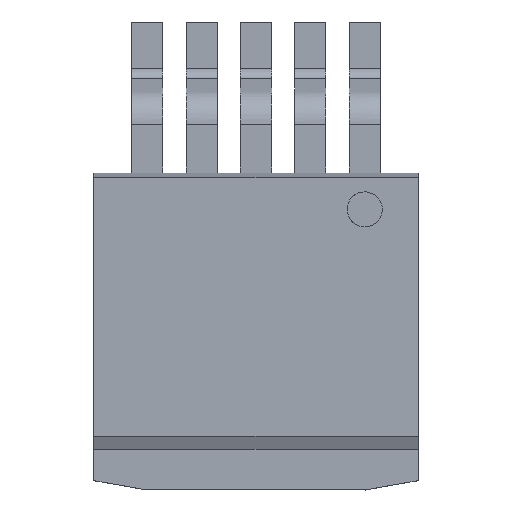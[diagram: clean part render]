
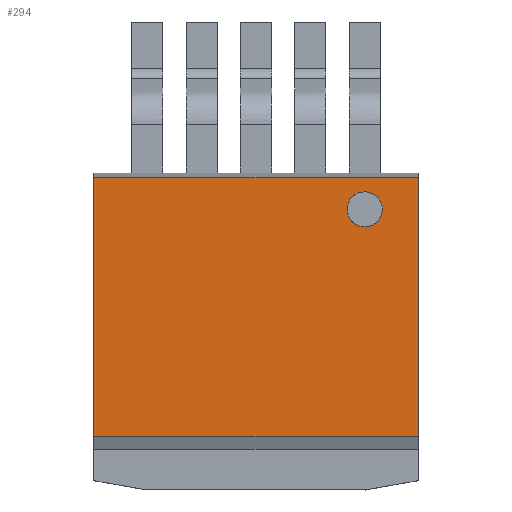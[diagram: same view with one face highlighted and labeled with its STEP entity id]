
A CAD part, top view. The second image highlights one B-rep face of the part: STEP entity #294.
In plain terms, the highlighted planar face has unit normal (0, 0, 1).
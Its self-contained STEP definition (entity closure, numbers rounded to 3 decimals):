
#161 = ORIENTED_EDGE ( 'NONE', *, *, #162, .T. ) ;
#162 = EDGE_CURVE ( 'NONE', #304, #2417, #852, .T. ) ;
#163 = ORIENTED_EDGE ( 'NONE', *, *, #2416, .F. ) ;
#294 = ADVANCED_FACE ( 'NONE', ( #1079, #1078 ), #925, .F. ) ;
#295 = EDGE_LOOP ( 'NONE', ( #296, #297 ) ) ;
#296 = ORIENTED_EDGE ( 'NONE', *, *, #2609, .F. ) ;
#297 = ORIENTED_EDGE ( 'NONE', *, *, #3068, .F. ) ;
#298 = EDGE_LOOP ( 'NONE', ( #299, #302, #161, #163 ) ) ;
#299 = ORIENTED_EDGE ( 'NONE', *, *, #300, .T. ) ;
#300 = EDGE_CURVE ( 'NONE', #2414, #301, #924, .T. ) ;
#301 = VERTEX_POINT ( 'NONE', #915 ) ;
#302 = ORIENTED_EDGE ( 'NONE', *, *, #303, .T. ) ;
#303 = EDGE_CURVE ( 'NONE', #301, #304, #916, .T. ) ;
#304 = VERTEX_POINT ( 'NONE', #993 ) ;
#851 = CARTESIAN_POINT ( 'NONE',  ( 5.08, 0., 4.57 ) ) ;
#852 = LINE ( 'NONE', #851, #909 ) ;
#908 = DIRECTION ( 'NONE',  ( 0., 1., 0. ) ) ;
#909 = VECTOR ( 'NONE', #908, 1000. ) ;
#915 = CARTESIAN_POINT ( 'NONE',  ( -5.08, -9.595, 4.57 ) ) ;
#916 = LINE ( 'NONE', #996, #995 ) ;
#917 = DIRECTION ( 'NONE',  ( 0., -1., 0. ) ) ;
#918 = VECTOR ( 'NONE', #917, 1000. ) ;
#919 = CARTESIAN_POINT ( 'NONE',  ( -5.08, 0., 4.57 ) ) ;
#920 = DIRECTION ( 'NONE',  ( -1., 0., 0. ) ) ;
#921 = DIRECTION ( 'NONE',  ( 0., 0., -1. ) ) ;
#922 = CARTESIAN_POINT ( 'NONE',  ( 0., 0., 4.57 ) ) ;
#923 = AXIS2_PLACEMENT_3D ( 'NONE', #922, #921, #920 ) ;
#924 = LINE ( 'NONE', #919, #918 ) ;
#925 = PLANE ( 'NONE',  #923 ) ;
#993 = CARTESIAN_POINT ( 'NONE',  ( 5.08, -9.595, 4.57 ) ) ;
#994 = DIRECTION ( 'NONE',  ( 1., 0., 0. ) ) ;
#995 = VECTOR ( 'NONE', #994, 1000. ) ;
#996 = CARTESIAN_POINT ( 'NONE',  ( 0., -9.595, 4.57 ) ) ;
#1078 = FACE_OUTER_BOUND ( 'NONE', #298, .T. ) ;
#1079 = FACE_BOUND ( 'NONE', #295, .T. ) ;
#1295 = CARTESIAN_POINT ( 'NONE',  ( 5.08, -1.516, 4.57 ) ) ;
#1296 = DIRECTION ( 'NONE',  ( 1., 0., 0. ) ) ;
#1297 = VECTOR ( 'NONE', #1296, 1000. ) ;
#1298 = CARTESIAN_POINT ( 'NONE',  ( 0., -1.516, 4.57 ) ) ;
#1353 = LINE ( 'NONE', #1298, #1297 ) ;
#1354 = CARTESIAN_POINT ( 'NONE',  ( -5.08, -1.516, 4.57 ) ) ;
#1701 = CARTESIAN_POINT ( 'NONE',  ( 2.85, -2.5, 4.57 ) ) ;
#1702 = CARTESIAN_POINT ( 'NONE',  ( 2.85, -2.356, 4.57 ) ) ;
#1703 = CARTESIAN_POINT ( 'NONE',  ( 2.909, -2.213, 4.57 ) ) ;
#1704 = CARTESIAN_POINT ( 'NONE',  ( 3.113, -2.009, 4.57 ) ) ;
#1705 = CARTESIAN_POINT ( 'NONE',  ( 3.256, -1.95, 4.57 ) ) ;
#1706 = CARTESIAN_POINT ( 'NONE',  ( 3.544, -1.95, 4.57 ) ) ;
#1707 = CARTESIAN_POINT ( 'NONE',  ( 3.687, -2.009, 4.57 ) ) ;
#1708 = CARTESIAN_POINT ( 'NONE',  ( 3.891, -2.213, 4.57 ) ) ;
#1709 = CARTESIAN_POINT ( 'NONE',  ( 3.95, -2.356, 4.57 ) ) ;
#1710 = CARTESIAN_POINT ( 'NONE',  ( 3.95, -2.5, 4.57 ) ) ;
#1715 = B_SPLINE_CURVE_WITH_KNOTS ( 'NONE', 3,
 ( #1710, #1709, #1708, #1707, #1706, #1705, #1704, #1703, #1702, #1701 ),
 .UNSPECIFIED., .F., .F.,
 ( 4, 2, 2, 2, 4 ),
 ( 0., 0.25, 0.5, 0.75, 1. ),
 .UNSPECIFIED. ) ;
#2107 = CARTESIAN_POINT ( 'NONE',  ( 2.85, -2.5, 4.57 ) ) ;
#2154 = CARTESIAN_POINT ( 'NONE',  ( 3.95, -2.5, 4.57 ) ) ;
#2414 = VERTEX_POINT ( 'NONE', #1354 ) ;
#2416 = EDGE_CURVE ( 'NONE', #2414, #2417, #1353, .T. ) ;
#2417 = VERTEX_POINT ( 'NONE', #1295 ) ;
#2609 = EDGE_CURVE ( 'NONE', #3050, #3055, #1715, .T. ) ;
#2738 = CARTESIAN_POINT ( 'NONE',  ( 3.95, -2.5, 4.57 ) ) ;
#2739 = CARTESIAN_POINT ( 'NONE',  ( 3.95, -2.644, 4.57 ) ) ;
#2740 = CARTESIAN_POINT ( 'NONE',  ( 3.891, -2.787, 4.57 ) ) ;
#2741 = CARTESIAN_POINT ( 'NONE',  ( 3.687, -2.991, 4.57 ) ) ;
#2742 = CARTESIAN_POINT ( 'NONE',  ( 3.544, -3.05, 4.57 ) ) ;
#2743 = CARTESIAN_POINT ( 'NONE',  ( 3.256, -3.05, 4.57 ) ) ;
#2744 = CARTESIAN_POINT ( 'NONE',  ( 3.113, -2.991, 4.57 ) ) ;
#2745 = CARTESIAN_POINT ( 'NONE',  ( 2.909, -2.787, 4.57 ) ) ;
#2746 = CARTESIAN_POINT ( 'NONE',  ( 2.85, -2.644, 4.57 ) ) ;
#2747 = CARTESIAN_POINT ( 'NONE',  ( 2.85, -2.5, 4.57 ) ) ;
#2749 = B_SPLINE_CURVE_WITH_KNOTS ( 'NONE', 3,
 ( #2747, #2746, #2745, #2744, #2743, #2742, #2741, #2740, #2739, #2738 ),
 .UNSPECIFIED., .F., .F.,
 ( 4, 2, 2, 2, 4 ),
 ( 0., 0.25, 0.5, 0.75, 1. ),
 .UNSPECIFIED. ) ;
#3050 = VERTEX_POINT ( 'NONE', #2154 ) ;
#3055 = VERTEX_POINT ( 'NONE', #2107 ) ;
#3068 = EDGE_CURVE ( 'NONE', #3055, #3050, #2749, .T. ) ;
